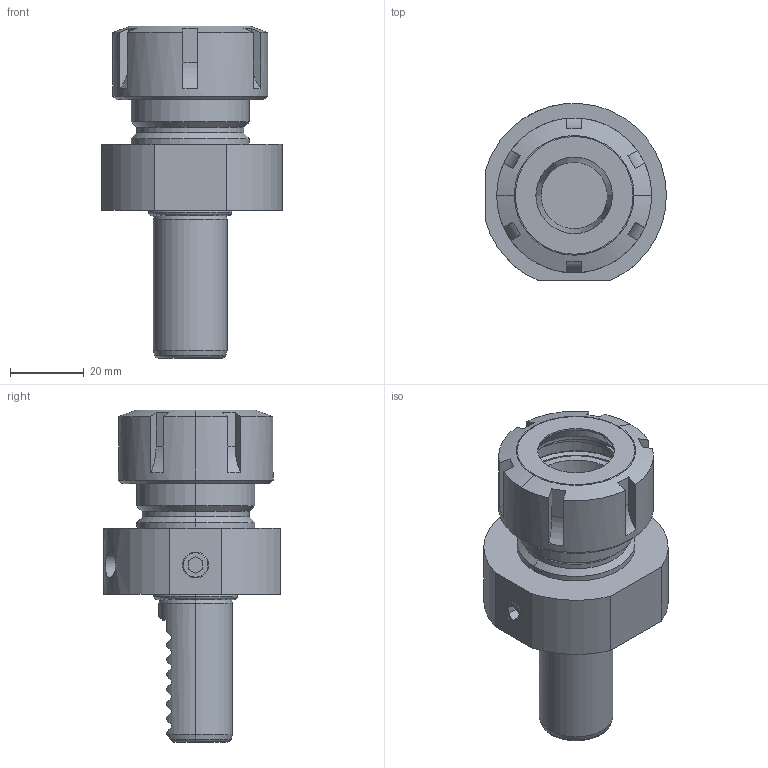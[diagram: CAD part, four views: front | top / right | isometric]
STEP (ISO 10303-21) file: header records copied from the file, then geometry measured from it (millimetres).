
FILE_DESCRIPTION (( 'STEP AP203' ), '1' );
FILE_NAME ('E4-20X25 ASSY.STEP', '2019-10-14T09:26:49', ( '' ), ( '' ), 'SwSTEP 2.0', 'SolidWorks 2017', '' );
FILE_SCHEMA (( 'CONFIG_CONTROL_DESIGN' ));
Length unit declared in the file: millimetre
Products named in the file (1): E4-20X25 ASSY
Bounding box: 49 x 47.96 x 90 mm (x, y, z)
Volume: 61809.7 mm3; surface area: 21946.6 mm2
Topology: 5 solids, 5 shells, 192 faces, 470 edges, 290 vertices
Faces by surface type: plane 78, cylinder 58, cone 41, torus 15
Entity records: 6102 total; most frequent: CARTESIAN_POINT 1593, ORIENTED_EDGE 932, DIRECTION 929, EDGE_CURVE 466, AXIS2_PLACEMENT_3D 361, VERTEX_POINT 290, EDGE_LOOP 208, VECTOR 207
